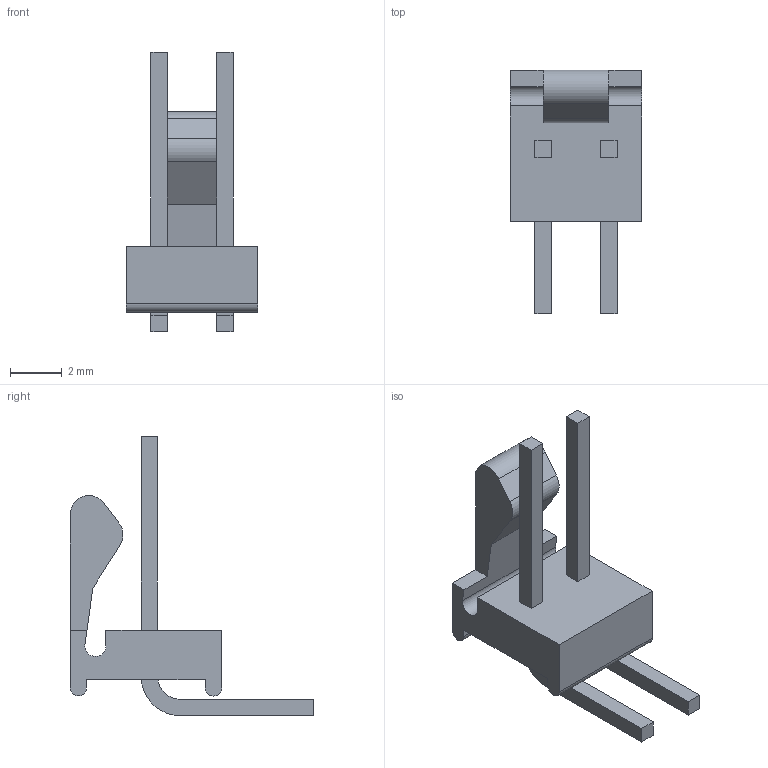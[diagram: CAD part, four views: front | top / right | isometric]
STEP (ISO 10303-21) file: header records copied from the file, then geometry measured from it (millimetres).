
FILE_DESCRIPTION((''),'2;1');
FILE_NAME('C-640457-2','2020-02-17T00:28:41',('workeradm'),('TE Connectivity Ltd.'),'CREO PARAMETRIC BY PTC INC, 2019292','CREO PARAMETRIC BY PTC INC, 2019292','');
FILE_SCHEMA(('AUTOMOTIVE_DESIGN { 1 0 10303 214 1 1 1 1 }'));
Length unit declared in the file: millimetre
Products named in the file (1): C-640457-2
Bounding box: 5.08 x 9.4 x 10.79 mm (x, y, z)
Volume: 85.2 mm3; surface area: 234.9 mm2
Topology: 1 solids, 1 shells, 45 faces, 117 edges, 78 vertices
Faces by surface type: plane 36, cylinder 9
Entity records: 1545 total; most frequent: CARTESIAN_POINT 242, ORIENTED_EDGE 234, DIRECTION 225, COLOUR_RGB 126, EDGE_CURVE 117, VECTOR 99, LINE 99, VERTEX_POINT 78
